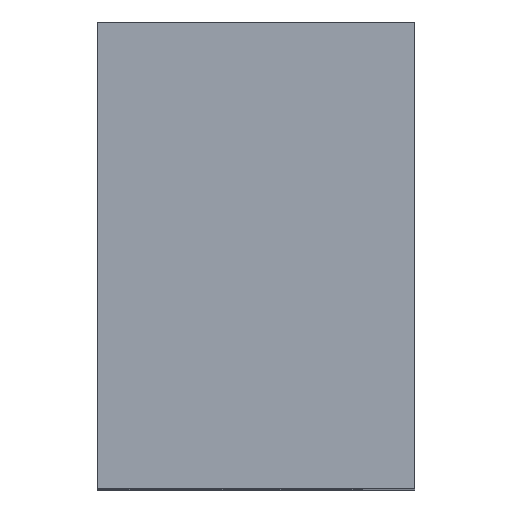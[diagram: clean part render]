
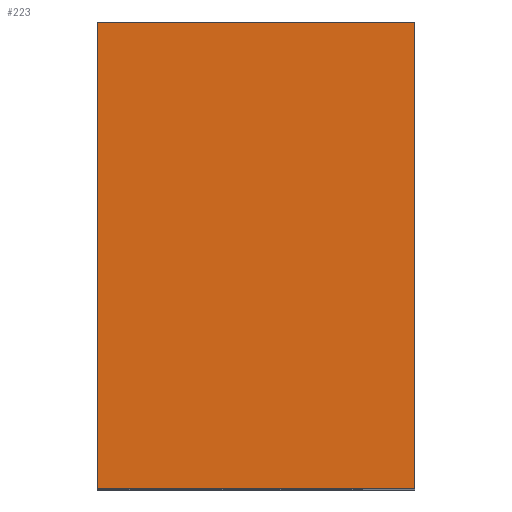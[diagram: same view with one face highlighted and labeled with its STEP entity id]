
A CAD part, top view. The second image highlights one B-rep face of the part: STEP entity #223.
In plain terms, the highlighted planar face has unit normal (0, 0, 1).
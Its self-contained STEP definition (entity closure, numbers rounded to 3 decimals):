
#24=LINE('',#377,#42);
#29=LINE('',#410,#47);
#30=LINE('',#412,#48);
#31=LINE('',#413,#49);
#42=VECTOR('',#284,10.);
#47=VECTOR('',#311,10.);
#48=VECTOR('',#312,10.);
#49=VECTOR('',#313,10.);
#59=PLANE('',#266);
#71=FACE_OUTER_BOUND('',#84,.T.);
#84=EDGE_LOOP('',(#182,#183,#184,#185));
#111=VERTEX_POINT('',#374);
#112=VERTEX_POINT('',#376);
#119=VERTEX_POINT('',#409);
#120=VERTEX_POINT('',#411);
#132=EDGE_CURVE('',#111,#112,#24,.T.);
#144=EDGE_CURVE('',#111,#119,#29,.T.);
#145=EDGE_CURVE('',#119,#120,#30,.T.);
#146=EDGE_CURVE('',#112,#120,#31,.T.);
#182=ORIENTED_EDGE('',*,*,#144,.T.);
#183=ORIENTED_EDGE('',*,*,#145,.T.);
#184=ORIENTED_EDGE('',*,*,#146,.F.);
#185=ORIENTED_EDGE('',*,*,#132,.F.);
#223=ADVANCED_FACE('',(#71),#59,.T.);
#266=AXIS2_PLACEMENT_3D('',#408,#309,#310);
#284=DIRECTION('',(0.,1.,0.));
#309=DIRECTION('center_axis',(0.,0.,1.));
#310=DIRECTION('ref_axis',(1.,0.,0.));
#311=DIRECTION('',(1.,0.,0.));
#312=DIRECTION('',(0.,1.,0.));
#313=DIRECTION('',(1.,0.,0.));
#374=CARTESIAN_POINT('',(-17.,0.,0.));
#376=CARTESIAN_POINT('',(-17.,25.,0.));
#377=CARTESIAN_POINT('',(-17.,0.,0.));
#408=CARTESIAN_POINT('Origin',(-17.,0.,0.));
#409=CARTESIAN_POINT('',(0.,0.,0.));
#410=CARTESIAN_POINT('',(-21.5,0.,0.));
#411=CARTESIAN_POINT('',(0.,25.,0.));
#412=CARTESIAN_POINT('',(0.,0.,0.));
#413=CARTESIAN_POINT('',(-21.5,25.,0.));
